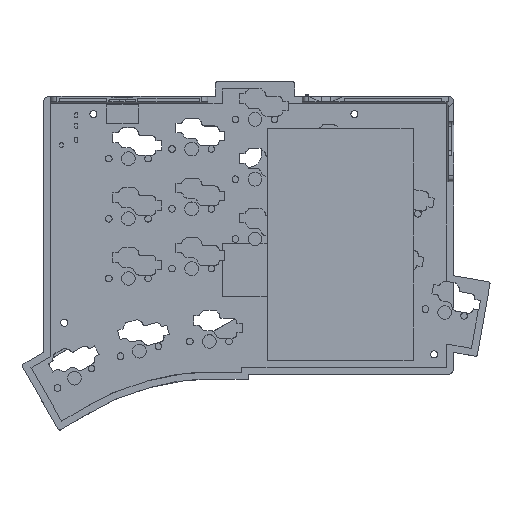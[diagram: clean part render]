
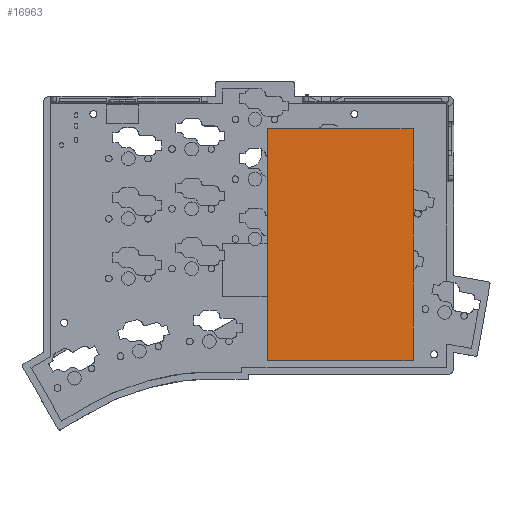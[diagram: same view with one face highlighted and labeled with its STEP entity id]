
A CAD part, top view. The second image highlights one B-rep face of the part: STEP entity #16963.
In plain terms, the highlighted planar face has unit normal (0, 0, 1).
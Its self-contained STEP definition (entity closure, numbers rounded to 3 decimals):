
#971=FACE_OUTER_BOUND('',#1964,.T.);
#1964=EDGE_LOOP('',(#12357,#12358,#12359,#12360));
#3421=LINE('',#22111,#5137);
#3734=LINE('',#24340,#5450);
#3922=LINE('',#26442,#5638);
#3923=LINE('',#26443,#5639);
#5137=VECTOR('',#18678,10.);
#5450=VECTOR('',#19183,10.);
#5638=VECTOR('',#19465,10.);
#5639=VECTOR('',#19466,10.);
#6854=VERTEX_POINT('',#22108);
#6855=VERTEX_POINT('',#22110);
#7452=VERTEX_POINT('',#24339);
#7637=VERTEX_POINT('',#26441);
#8562=EDGE_CURVE('',#6855,#6854,#3421,.T.);
#9181=EDGE_CURVE('',#6854,#7452,#3734,.T.);
#9472=EDGE_CURVE('',#7637,#7452,#3922,.T.);
#9473=EDGE_CURVE('',#6855,#7637,#3923,.T.);
#12357=ORIENTED_EDGE('',*,*,#9181,.T.);
#12358=ORIENTED_EDGE('',*,*,#9472,.F.);
#12359=ORIENTED_EDGE('',*,*,#9473,.F.);
#12360=ORIENTED_EDGE('',*,*,#8562,.T.);
#16427=PLANE('',#17957);
#16963=ADVANCED_FACE('',(#971),#16427,.T.);
#17957=AXIS2_PLACEMENT_3D('',#26440,#19463,#19464);
#18678=DIRECTION('',(0.,-1.,0.));
#19183=DIRECTION('',(1.,0.,0.));
#19463=DIRECTION('center_axis',(0.,0.,
1.));
#19464=DIRECTION('ref_axis',(1.,0.,0.));
#19465=DIRECTION('',(0.,-1.,0.));
#19466=DIRECTION('',(1.,0.,0.));
#22108=CARTESIAN_POINT('',(-3.832,-42.818,-6.7));
#22110=CARTESIAN_POINT('',(-3.832,23.182,-6.7));
#22111=CARTESIAN_POINT('',(-3.832,5.088,-6.7));
#24339=CARTESIAN_POINT('',(37.668,-42.818,-6.7));
#24340=CARTESIAN_POINT('',(-8.374,-42.818,-6.7));
#26440=CARTESIAN_POINT('Origin',(-14.416,-13.006,-6.7));
#26441=CARTESIAN_POINT('',(37.668,23.182,-6.7));
#26442=CARTESIAN_POINT('',(37.668,-28.412,-6.7));
#26443=CARTESIAN_POINT('',(11.626,23.182,-6.7));
